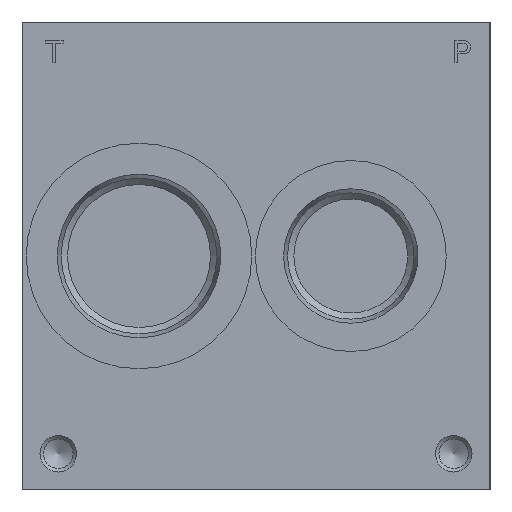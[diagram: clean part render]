
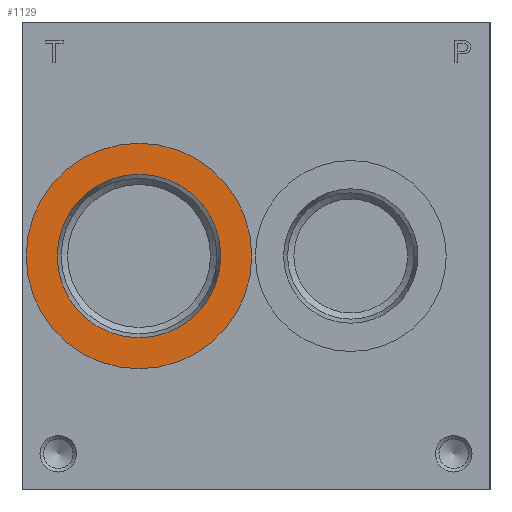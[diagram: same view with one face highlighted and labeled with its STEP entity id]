
A CAD part, left-side view. The second image highlights one B-rep face of the part: STEP entity #1129.
In plain terms, the highlighted planar face has unit normal (-1, 0, 0).
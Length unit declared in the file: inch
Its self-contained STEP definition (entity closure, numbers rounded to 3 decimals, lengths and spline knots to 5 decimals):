
#1129 = ADVANCED_FACE( '', ( #2518, #2519 ), #2520, .T. );
#2518 = FACE_BOUND( '', #4027, .T. );
#2519 = FACE_OUTER_BOUND( '', #4028, .T. );
#2520 = PLANE( '', #4029 );
#4027 = EDGE_LOOP( '', ( #7141 ) );
#4028 = EDGE_LOOP( '', ( #7142 ) );
#4029 = AXIS2_PLACEMENT_3D( '', #7143, #7144, #7145 );
#7141 = ORIENTED_EDGE( '', *, *, #9090, .T. );
#7142 = ORIENTED_EDGE( '', *, *, #8206, .F. );
#7143 = CARTESIAN_POINT( '', ( 0.031, 3.964, 2. ) );
#7144 = DIRECTION( '', ( -1., 0., 0. ) );
#7145 = DIRECTION( '', ( 0., 0., 1. ) );
#8206 = EDGE_CURVE( '', #9776, #9776, #9777, .T. );
#9090 = EDGE_CURVE( '', #11054, #11054, #11055, .T. );
#9776 = VERTEX_POINT( '', #11919 );
#9777 = CIRCLE( '', #11920, 0.964 );
#11054 = VERTEX_POINT( '', #13618 );
#11055 = CIRCLE( '', #13619, 0.699 );
#11919 = CARTESIAN_POINT( '', ( 0.031, 3., 1.036 ) );
#11920 = AXIS2_PLACEMENT_3D( '', #14159, #14160, #14161 );
#13618 = CARTESIAN_POINT( '', ( 0.031, 3., 1.301 ) );
#13619 = AXIS2_PLACEMENT_3D( '', #15159, #15160, #15161 );
#14159 = CARTESIAN_POINT( '', ( 0.031, 3., 2. ) );
#14160 = DIRECTION( '', ( 1., 0., 0. ) );
#14161 = DIRECTION( '', ( 0., 0., -1. ) );
#15159 = CARTESIAN_POINT( '', ( 0.031, 3., 2. ) );
#15160 = DIRECTION( '', ( 1., 0., 0. ) );
#15161 = DIRECTION( '', ( 0., 0., -1. ) );
